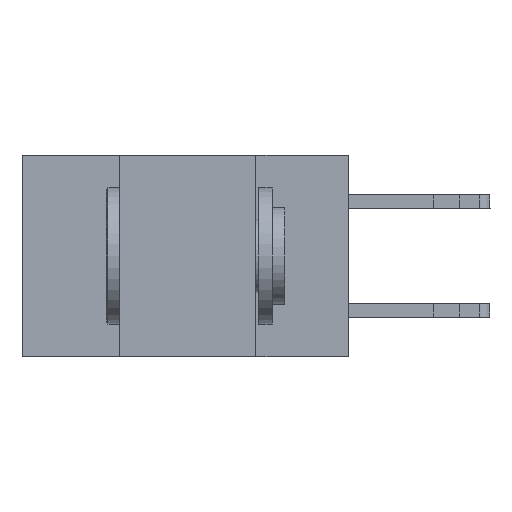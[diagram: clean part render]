
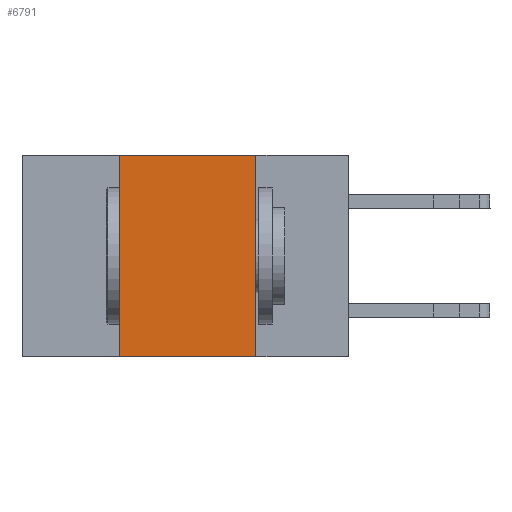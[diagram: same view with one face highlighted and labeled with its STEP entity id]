
A CAD part, left-side view. The second image highlights one B-rep face of the part: STEP entity #6791.
In plain terms, the highlighted planar face has unit normal (-1, 0, 0).
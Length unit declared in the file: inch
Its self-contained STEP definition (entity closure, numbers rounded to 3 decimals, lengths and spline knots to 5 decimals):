
#174 = LINE ( 'NONE', #10892, #702 ) ;
#221 = ORIENTED_EDGE ( 'NONE', *, *, #9553, .F. ) ;
#383 = VECTOR ( 'NONE', #4526, 39.37008 ) ;
#409 = VECTOR ( 'NONE', #6372, 39.37008 ) ;
#702 = VECTOR ( 'NONE', #3648, 39.37008 ) ;
#734 = VERTEX_POINT ( 'NONE', #5269 ) ;
#2175 = CARTESIAN_POINT ( 'NONE',  ( 0., 0.42, 0. ) ) ;
#2537 = CARTESIAN_POINT ( 'NONE',  ( 0., 0.42, -0.37 ) ) ;
#2764 = FACE_OUTER_BOUND ( 'NONE', #10285, .T. ) ;
#2895 = EDGE_CURVE ( 'NONE', #734, #10223, #11266, .T. ) ;
#3158 = CARTESIAN_POINT ( 'NONE',  ( 0., 0.42, -0.37 ) ) ;
#3648 = DIRECTION ( 'NONE',  ( 0., -1., 0. ) ) ;
#4514 = ORIENTED_EDGE ( 'NONE', *, *, #10870, .F. ) ;
#4526 = DIRECTION ( 'NONE',  ( 0., 0., 1. ) ) ;
#4628 = CARTESIAN_POINT ( 'NONE',  ( 0., 0.6, 0. ) ) ;
#5028 = ORIENTED_EDGE ( 'NONE', *, *, #2895, .F. ) ;
#5269 = CARTESIAN_POINT ( 'NONE',  ( 0., 0.17, 0. ) ) ;
#6372 = DIRECTION ( 'NONE',  ( 0., -1., 0. ) ) ;
#6589 = VECTOR ( 'NONE', #10181, 39.37008 ) ;
#6642 = VERTEX_POINT ( 'NONE', #3158 ) ;
#6791 = ADVANCED_FACE ( 'NONE', ( #2764 ), #9999, .F. ) ;
#7142 = ORIENTED_EDGE ( 'NONE', *, *, #7320, .T. ) ;
#7320 = EDGE_CURVE ( 'NONE', #6642, #10223, #174, .T. ) ;
#7394 = LINE ( 'NONE', #10191, #409 ) ;
#7627 = CARTESIAN_POINT ( 'NONE',  ( 0., 0.17, -0.37 ) ) ;
#8270 = DIRECTION ( 'NONE',  ( 0., 0., -1. ) ) ;
#9220 = DIRECTION ( 'NONE',  ( 1., 0., 0. ) ) ;
#9390 = CARTESIAN_POINT ( 'NONE',  ( 0., 0.17, -0.37 ) ) ;
#9553 = EDGE_CURVE ( 'NONE', #6642, #10657, #9772, .T. ) ;
#9772 = LINE ( 'NONE', #2537, #383 ) ;
#9868 = AXIS2_PLACEMENT_3D ( 'NONE', #4628, #9220, #8270 ) ;
#9999 = PLANE ( 'NONE',  #9868 ) ;
#10181 = DIRECTION ( 'NONE',  ( 0., 0., -1. ) ) ;
#10191 = CARTESIAN_POINT ( 'NONE',  ( 0., 0.6, 0. ) ) ;
#10223 = VERTEX_POINT ( 'NONE', #9390 ) ;
#10285 = EDGE_LOOP ( 'NONE', ( #5028, #4514, #221, #7142 ) ) ;
#10657 = VERTEX_POINT ( 'NONE', #2175 ) ;
#10870 = EDGE_CURVE ( 'NONE', #10657, #734, #7394, .T. ) ;
#10892 = CARTESIAN_POINT ( 'NONE',  ( 0., 0.6, -0.37 ) ) ;
#11266 = LINE ( 'NONE', #7627, #6589 ) ;
